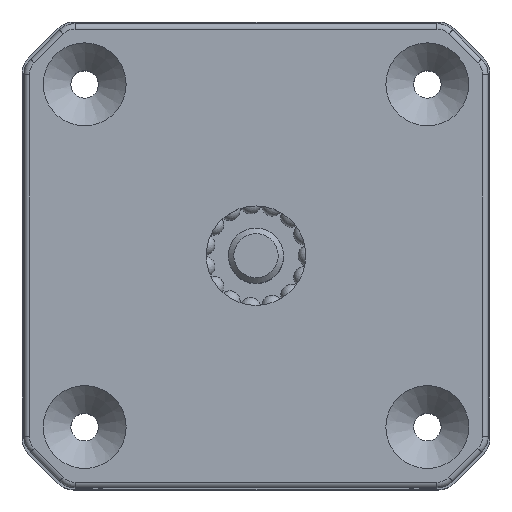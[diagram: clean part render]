
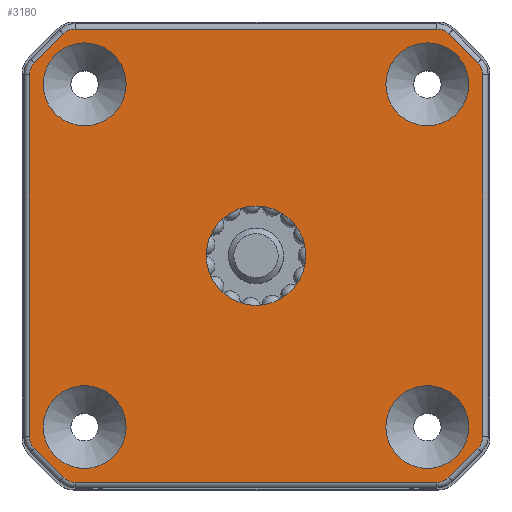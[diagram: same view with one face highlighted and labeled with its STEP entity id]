
A CAD part, top view. The second image highlights one B-rep face of the part: STEP entity #3180.
In plain terms, the highlighted planar face has unit normal (0, 0, 1).
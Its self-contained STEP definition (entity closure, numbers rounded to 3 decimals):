
#140=FACE_BOUND('',#868,.T.);
#141=FACE_BOUND('',#869,.T.);
#142=FACE_BOUND('',#870,.T.);
#143=FACE_BOUND('',#871,.T.);
#144=FACE_BOUND('',#872,.T.);
#178=PLANE('',#3494);
#321=LINE('',#5219,#489);
#322=LINE('',#5223,#490);
#323=LINE('',#5227,#491);
#324=LINE('',#5231,#492);
#325=LINE('',#5235,#493);
#326=LINE('',#5239,#494);
#327=LINE('',#5243,#495);
#328=LINE('',#5247,#496);
#489=VECTOR('',#4251,1000.);
#490=VECTOR('',#4254,1000.);
#491=VECTOR('',#4257,1000.);
#492=VECTOR('',#4260,1000.);
#493=VECTOR('',#4263,1000.);
#494=VECTOR('',#4266,1000.);
#495=VECTOR('',#4269,1000.);
#496=VECTOR('',#4272,1000.);
#681=FACE_OUTER_BOUND('',#867,.T.);
#867=EDGE_LOOP('',(#2454,#2455,#2456,#2457,#2458,#2459,#2460,#2461,#2462,
#2463,#2464,#2465,#2466,#2467,#2468,#2469));
#868=EDGE_LOOP('',(#2470));
#869=EDGE_LOOP('',(#2471));
#870=EDGE_LOOP('',(#2472));
#871=EDGE_LOOP('',(#2473));
#872=EDGE_LOOP('',(#2474));
#1081=CIRCLE('',#3478,3.75);
#1083=CIRCLE('',#3481,3.75);
#1085=CIRCLE('',#3484,3.75);
#1087=CIRCLE('',#3487,3.75);
#1088=CIRCLE('',#3489,4.5);
#1089=CIRCLE('',#3495,1.5);
#1090=CIRCLE('',#3496,1.5);
#1091=CIRCLE('',#3497,1.5);
#1092=CIRCLE('',#3498,1.5);
#1093=CIRCLE('',#3499,1.5);
#1094=CIRCLE('',#3500,1.5);
#1095=CIRCLE('',#3501,1.5);
#1096=CIRCLE('',#3502,1.5);
#1349=VERTEX_POINT('',#5131);
#1351=VERTEX_POINT('',#5137);
#1353=VERTEX_POINT('',#5143);
#1355=VERTEX_POINT('',#5149);
#1356=VERTEX_POINT('',#5153);
#1381=VERTEX_POINT('',#5217);
#1382=VERTEX_POINT('',#5218);
#1383=VERTEX_POINT('',#5220);
#1384=VERTEX_POINT('',#5222);
#1385=VERTEX_POINT('',#5224);
#1386=VERTEX_POINT('',#5226);
#1387=VERTEX_POINT('',#5228);
#1388=VERTEX_POINT('',#5230);
#1389=VERTEX_POINT('',#5232);
#1390=VERTEX_POINT('',#5234);
#1391=VERTEX_POINT('',#5236);
#1392=VERTEX_POINT('',#5238);
#1393=VERTEX_POINT('',#5240);
#1394=VERTEX_POINT('',#5242);
#1395=VERTEX_POINT('',#5244);
#1396=VERTEX_POINT('',#5246);
#1752=EDGE_CURVE('',#1349,#1349,#1081,.T.);
#1755=EDGE_CURVE('',#1351,#1351,#1083,.T.);
#1758=EDGE_CURVE('',#1353,#1353,#1085,.T.);
#1761=EDGE_CURVE('',#1355,#1355,#1087,.T.);
#1763=EDGE_CURVE('',#1356,#1356,#1088,.T.);
#1796=EDGE_CURVE('',#1381,#1382,#321,.T.);
#1797=EDGE_CURVE('',#1382,#1383,#1089,.T.);
#1798=EDGE_CURVE('',#1383,#1384,#322,.T.);
#1799=EDGE_CURVE('',#1384,#1385,#1090,.T.);
#1800=EDGE_CURVE('',#1385,#1386,#323,.T.);
#1801=EDGE_CURVE('',#1386,#1387,#1091,.T.);
#1802=EDGE_CURVE('',#1387,#1388,#324,.T.);
#1803=EDGE_CURVE('',#1388,#1389,#1092,.T.);
#1804=EDGE_CURVE('',#1389,#1390,#325,.T.);
#1805=EDGE_CURVE('',#1390,#1391,#1093,.T.);
#1806=EDGE_CURVE('',#1391,#1392,#326,.T.);
#1807=EDGE_CURVE('',#1392,#1393,#1094,.T.);
#1808=EDGE_CURVE('',#1393,#1394,#327,.T.);
#1809=EDGE_CURVE('',#1394,#1395,#1095,.T.);
#1810=EDGE_CURVE('',#1395,#1396,#328,.T.);
#1811=EDGE_CURVE('',#1396,#1381,#1096,.T.);
#2454=ORIENTED_EDGE('',*,*,#1796,.T.);
#2455=ORIENTED_EDGE('',*,*,#1797,.T.);
#2456=ORIENTED_EDGE('',*,*,#1798,.T.);
#2457=ORIENTED_EDGE('',*,*,#1799,.T.);
#2458=ORIENTED_EDGE('',*,*,#1800,.T.);
#2459=ORIENTED_EDGE('',*,*,#1801,.T.);
#2460=ORIENTED_EDGE('',*,*,#1802,.T.);
#2461=ORIENTED_EDGE('',*,*,#1803,.T.);
#2462=ORIENTED_EDGE('',*,*,#1804,.T.);
#2463=ORIENTED_EDGE('',*,*,#1805,.T.);
#2464=ORIENTED_EDGE('',*,*,#1806,.T.);
#2465=ORIENTED_EDGE('',*,*,#1807,.T.);
#2466=ORIENTED_EDGE('',*,*,#1808,.T.);
#2467=ORIENTED_EDGE('',*,*,#1809,.T.);
#2468=ORIENTED_EDGE('',*,*,#1810,.T.);
#2469=ORIENTED_EDGE('',*,*,#1811,.T.);
#2470=ORIENTED_EDGE('',*,*,#1761,.T.);
#2471=ORIENTED_EDGE('',*,*,#1758,.T.);
#2472=ORIENTED_EDGE('',*,*,#1755,.T.);
#2473=ORIENTED_EDGE('',*,*,#1752,.T.);
#2474=ORIENTED_EDGE('',*,*,#1763,.T.);
#3180=ADVANCED_FACE('',(#681,#140,#141,#142,#143,#144),#178,.F.);
#3478=AXIS2_PLACEMENT_3D('',#5133,#4181,#4182);
#3481=AXIS2_PLACEMENT_3D('',#5139,#4188,#4189);
#3484=AXIS2_PLACEMENT_3D('',#5145,#4195,#4196);
#3487=AXIS2_PLACEMENT_3D('',#5151,#4202,#4203);
#3489=AXIS2_PLACEMENT_3D('',#5155,#4207,#4208);
#3494=AXIS2_PLACEMENT_3D('',#5216,#4249,#4250);
#3495=AXIS2_PLACEMENT_3D('',#5221,#4252,#4253);
#3496=AXIS2_PLACEMENT_3D('',#5225,#4255,#4256);
#3497=AXIS2_PLACEMENT_3D('',#5229,#4258,#4259);
#3498=AXIS2_PLACEMENT_3D('',#5233,#4261,#4262);
#3499=AXIS2_PLACEMENT_3D('',#5237,#4264,#4265);
#3500=AXIS2_PLACEMENT_3D('',#5241,#4267,#4268);
#3501=AXIS2_PLACEMENT_3D('',#5245,#4270,#4271);
#3502=AXIS2_PLACEMENT_3D('',#5248,#4273,#4274);
#4181=DIRECTION('center_axis',(0.,0.,-1.));
#4182=DIRECTION('ref_axis',(0.,1.,0.));
#4188=DIRECTION('center_axis',(0.,0.,-1.));
#4189=DIRECTION('ref_axis',(0.,1.,0.));
#4195=DIRECTION('center_axis',(0.,0.,-1.));
#4196=DIRECTION('ref_axis',(0.,1.,0.));
#4202=DIRECTION('center_axis',(0.,0.,-1.));
#4203=DIRECTION('ref_axis',(0.,1.,0.));
#4207=DIRECTION('center_axis',(0.,0.,-1.));
#4208=DIRECTION('ref_axis',(0.,1.,0.));
#4249=DIRECTION('center_axis',(0.,0.,-1.));
#4250=DIRECTION('ref_axis',(0.,1.,0.));
#4251=DIRECTION('',(-1.,0.,0.));
#4252=DIRECTION('center_axis',(0.,0.,1.));
#4253=DIRECTION('ref_axis',(0.,1.,0.));
#4254=DIRECTION('',(-0.707,-0.707,0.));
#4255=DIRECTION('center_axis',(0.,0.,1.));
#4256=DIRECTION('ref_axis',(0.,1.,0.));
#4257=DIRECTION('',(0.,-1.,0.));
#4258=DIRECTION('center_axis',(0.,0.,1.));
#4259=DIRECTION('ref_axis',(0.,1.,0.));
#4260=DIRECTION('',(0.707,-0.707,0.));
#4261=DIRECTION('center_axis',(0.,0.,1.));
#4262=DIRECTION('ref_axis',(0.,1.,0.));
#4263=DIRECTION('',(1.,0.,0.));
#4264=DIRECTION('center_axis',(0.,0.,1.));
#4265=DIRECTION('ref_axis',(0.,1.,0.));
#4266=DIRECTION('',(0.707,0.707,0.));
#4267=DIRECTION('center_axis',(0.,0.,1.));
#4268=DIRECTION('ref_axis',(0.,1.,0.));
#4269=DIRECTION('',(0.,1.,0.));
#4270=DIRECTION('center_axis',(0.,0.,1.));
#4271=DIRECTION('ref_axis',(0.,1.,0.));
#4272=DIRECTION('',(-0.707,0.707,0.));
#4273=DIRECTION('center_axis',(0.,0.,1.));
#4274=DIRECTION('ref_axis',(0.,1.,0.));
#5131=CARTESIAN_POINT('',(-20.2,4.25,1099.));
#5133=CARTESIAN_POINT('Origin',(-20.2,0.5,1099.));
#5137=CARTESIAN_POINT('',(10.8,4.25,1099.));
#5139=CARTESIAN_POINT('Origin',(10.8,0.5,1099.));
#5143=CARTESIAN_POINT('',(10.8,-26.75,1099.));
#5145=CARTESIAN_POINT('Origin',(10.8,-30.5,1099.));
#5149=CARTESIAN_POINT('',(-20.2,-26.75,1099.));
#5151=CARTESIAN_POINT('Origin',(-20.2,-30.5,1099.));
#5153=CARTESIAN_POINT('',(-4.7,-10.5,1099.));
#5155=CARTESIAN_POINT('Origin',(-4.7,-15.,1099.));
#5216=CARTESIAN_POINT('Origin',(-4.7,-15.,1099.));
#5217=CARTESIAN_POINT('',(11.672,5.5,1099.));
#5218=CARTESIAN_POINT('',(-21.072,5.5,1099.));
#5219=CARTESIAN_POINT('',(-4.7,5.5,1099.));
#5220=CARTESIAN_POINT('',(-22.132,5.061,1099.));
#5221=CARTESIAN_POINT('Origin',(-21.072,4.,1099.));
#5222=CARTESIAN_POINT('',(-24.761,2.432,1099.));
#5223=CARTESIAN_POINT('',(-23.446,3.746,1099.));
#5224=CARTESIAN_POINT('',(-25.2,1.372,1099.));
#5225=CARTESIAN_POINT('Origin',(-23.7,1.372,1099.));
#5226=CARTESIAN_POINT('',(-25.2,-31.372,1099.));
#5227=CARTESIAN_POINT('',(-25.2,-31.372,1099.));
#5228=CARTESIAN_POINT('',(-24.761,-32.432,1099.));
#5229=CARTESIAN_POINT('Origin',(-23.7,-31.372,1099.));
#5230=CARTESIAN_POINT('',(-22.132,-35.061,1099.));
#5231=CARTESIAN_POINT('',(-22.132,-35.061,1099.));
#5232=CARTESIAN_POINT('',(-21.072,-35.5,1099.));
#5233=CARTESIAN_POINT('Origin',(-21.072,-34.,1099.));
#5234=CARTESIAN_POINT('',(11.672,-35.5,1099.));
#5235=CARTESIAN_POINT('',(11.672,-35.5,1099.));
#5236=CARTESIAN_POINT('',(12.732,-35.061,1099.));
#5237=CARTESIAN_POINT('Origin',(11.672,-34.,1099.));
#5238=CARTESIAN_POINT('',(15.361,-32.432,1099.));
#5239=CARTESIAN_POINT('',(15.361,-32.432,1099.));
#5240=CARTESIAN_POINT('',(15.8,-31.372,1099.));
#5241=CARTESIAN_POINT('Origin',(14.3,-31.372,1099.));
#5242=CARTESIAN_POINT('',(15.8,1.372,1099.));
#5243=CARTESIAN_POINT('',(15.8,-15.,1099.));
#5244=CARTESIAN_POINT('',(15.361,2.432,1099.));
#5245=CARTESIAN_POINT('Origin',(14.3,1.372,1099.));
#5246=CARTESIAN_POINT('',(12.732,5.061,1099.));
#5247=CARTESIAN_POINT('',(14.046,3.746,1099.));
#5248=CARTESIAN_POINT('Origin',(11.672,4.,1099.));
